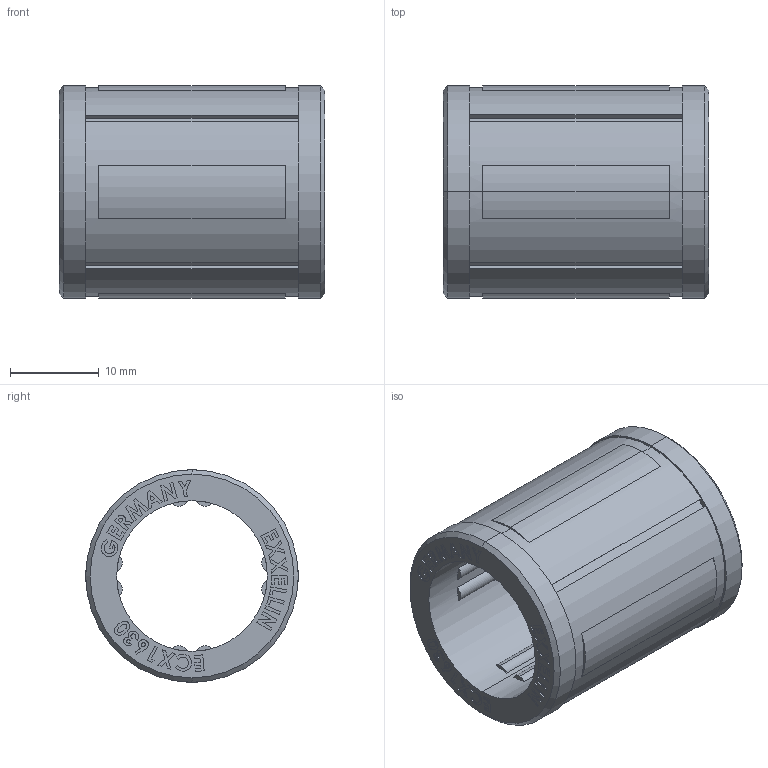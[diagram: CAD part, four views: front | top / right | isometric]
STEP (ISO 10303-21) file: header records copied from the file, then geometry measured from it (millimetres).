
FILE_DESCRIPTION (( 'STEP AP214' ), '1' );
FILE_NAME ('EDM_EXC16-3D.STEP', '2016-07-05T08:18:21', ( '' ), ( '' ), 'SwSTEP 2.0', 'SolidWorks 2016', '' );
FILE_SCHEMA (( 'AUTOMOTIVE_DESIGN' ));
Length unit declared in the file: millimetre
Products named in the file (1): EDM_EXC16-3D
Bounding box: 30 x 24 x 24 mm (x, y, z)
Volume: 6498 mm3; surface area: 4480.8 mm2
Topology: 1 solids, 1 shells, 594 faces, 1577 edges, 1050 vertices
Faces by surface type: plane 458, bspline 106, cylinder 26, cone 4
Entity records: 24949 total; most frequent: CARTESIAN_POINT 10192, ORIENTED_EDGE 3154, DIRECTION 2425, EDGE_CURVE 1577, VECTOR 1283, LINE 1283, VERTEX_POINT 1050, EDGE_LOOP 661
